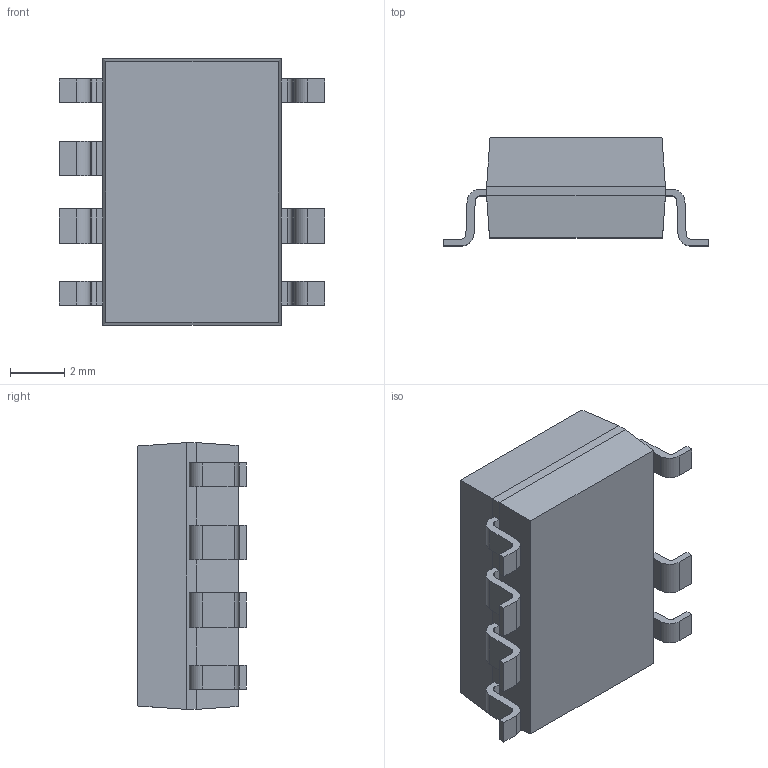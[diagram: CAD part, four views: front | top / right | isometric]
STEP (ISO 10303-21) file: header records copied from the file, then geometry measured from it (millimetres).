
FILE_DESCRIPTION (( 'STEP AP214' ), '1' );
FILE_NAME ('User Library-SMD-8B.STEP', '2018-10-30T00:59:39', ( '' ), ( '' ), 'SwSTEP 2.0', 'SolidWorks 2018', '' );
FILE_SCHEMA (( 'AUTOMOTIVE_DESIGN' ));
Length unit declared in the file: millimetre
Products named in the file (1): User Library-SMD-8B
Bounding box: 9.8 x 4 x 9.85 mm (x, y, z)
Volume: 238.6 mm3; surface area: 302.5 mm2
Topology: 1 solids, 1 shells, 111 faces, 302 edges, 194 vertices
Faces by surface type: plane 79, cylinder 30, bspline 2
Entity records: 4747 total; most frequent: CARTESIAN_POINT 654, ORIENTED_EDGE 604, DIRECTION 582, EDGE_CURVE 302, VECTOR 234, LINE 234, VERTEX_POINT 194, AXIS2_PLACEMENT_3D 174
